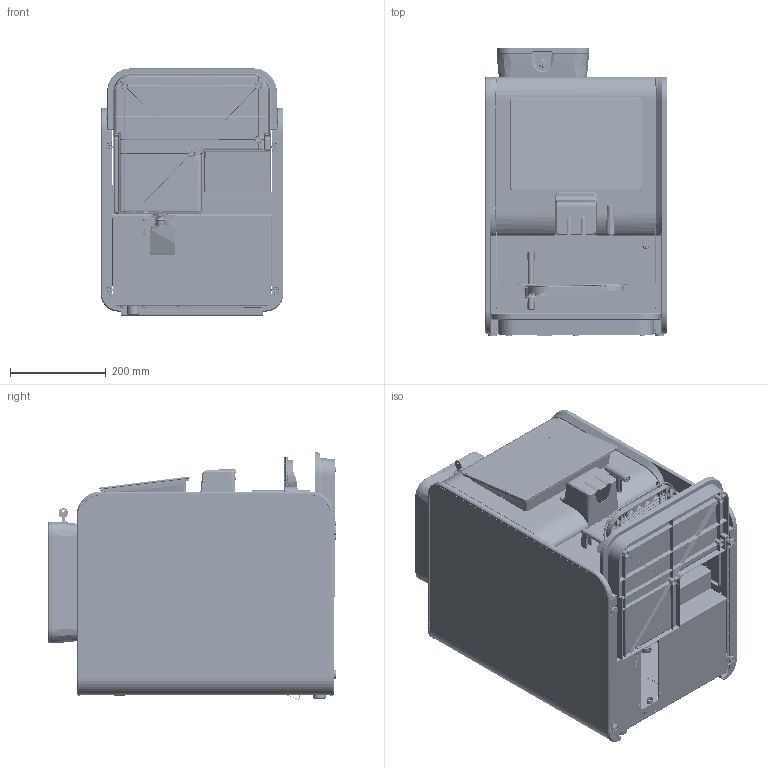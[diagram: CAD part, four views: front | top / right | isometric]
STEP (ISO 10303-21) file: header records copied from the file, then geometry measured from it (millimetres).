
FILE_DESCRIPTION(/* description */ (''),/* implementation_level */ '2;1');
FILE_NAME(/* name */ 'OptiMe_11-12_1007041-1007042.stp',/* time_stamp */ '2019-04-04T10:48:39+02:00',/* author */ ('jan'),/* organization */ (''),/* preprocessor_version */ 'ST-DEVELOPER v17.2',/* originating_system */ 'Autodesk Inventor 2019',/* authorisation */ '');
FILE_SCHEMA (('AUTOMOTIVE_DESIGN { 1 0 10303 214 3 1 1 }'));
Products named in the file (1): Hoofdsamenstelling Compresso_Shrinkwrap_2
Bounding box: 380.37 x 601.65 x 515.46 mm (x, y, z)
Surface area: 3049398.4 mm2 (no closed solid volume)
Topology: 0 solids, 161 shells, 5847 faces, 21677 edges, 15375 vertices
Faces by surface type: plane 1927, bspline 1596, cylinder 1503, cone 314, torus 294, sphere 213
Full cylindrical faces by diameter (mm): 1.5 x2, 2 x1, 2.955 x2, 3 x18, 3.242 x4, 4 x3, 4.2 x2, 4.9 x2, 5 x6, 5.35 x1, 5.4 x2, 5.5 x2, 5.91 x1, 6.076 x1, 6.408 x1, 6.764 x2, 6.86 x3, 7.12 x3, 10.015 x1, 12 x1, 12.7 x1, 12.9 x1, 13 x2, 13.005 x2, 14.275 x2, 16.662 x2, 17 x4, 18.5 x2, 19.75 x1, 24 x2
Entity records: 327997 total; most frequent: CARTESIAN_POINT 152967, ORIENTED_EDGE 33493, DIRECTION 31651, EDGE_CURVE 21544, VERTEX_POINT 15385, AXIS2_PLACEMENT_3D 10896, LINE 9859, VECTOR 9859
